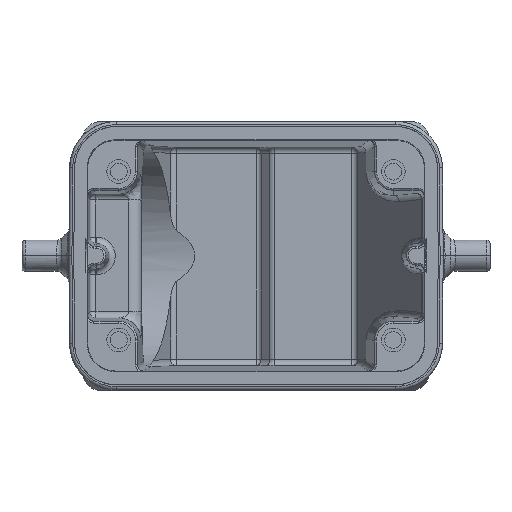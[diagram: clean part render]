
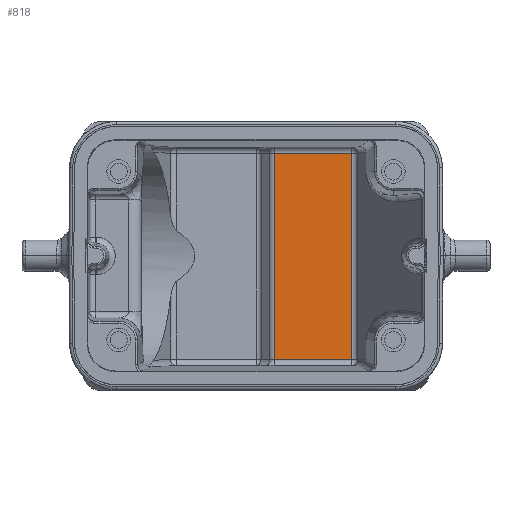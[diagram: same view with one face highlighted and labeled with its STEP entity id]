
A CAD part, top view. The second image highlights one B-rep face of the part: STEP entity #818.
In plain terms, the highlighted planar face has unit normal (0, 0, 1).
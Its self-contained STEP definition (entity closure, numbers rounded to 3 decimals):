
#381=FACE_OUTER_BOUND('',#1879,.T.);
#818=ADVANCED_FACE('',(#381),#1220,.F.);
#1220=PLANE('',#7918);
#1879=EDGE_LOOP('',(#2991,#2992,#2993,#2994));
#2991=ORIENTED_EDGE('',*,*,#5760,.T.);
#2992=ORIENTED_EDGE('',*,*,#5761,.T.);
#2993=ORIENTED_EDGE('',*,*,#5762,.T.);
#2994=ORIENTED_EDGE('',*,*,#5763,.T.);
#4940=VERTEX_POINT('',#11315);
#4943=VERTEX_POINT('',#11335);
#4944=VERTEX_POINT('',#11339);
#4945=VERTEX_POINT('',#11341);
#5760=EDGE_CURVE('',#4940,#4943,#6777,.T.);
#5761=EDGE_CURVE('',#4943,#4944,#6778,.T.);
#5762=EDGE_CURVE('',#4944,#4945,#6779,.T.);
#5763=EDGE_CURVE('',#4945,#4940,#6780,.T.);
#6777=LINE('',#11336,#7361);
#6778=LINE('',#11338,#7362);
#6779=LINE('',#11340,#7363);
#6780=LINE('',#11342,#7364);
#7361=VECTOR('',#8879,1.);
#7362=VECTOR('',#8882,1.);
#7363=VECTOR('',#8883,1.);
#7364=VECTOR('',#8884,1.);
#7918=AXIS2_PLACEMENT_3D('',#11343,#8885,#8886);
#8879=DIRECTION('',(1.,0.,0.));
#8882=DIRECTION('',(0.,1.,0.));
#8883=DIRECTION('',(-1.,0.,0.));
#8884=DIRECTION('',(0.,-1.,0.));
#8885=DIRECTION('',(0.,0.,-1.));
#8886=DIRECTION('',(-1.,0.,0.));
#11315=CARTESIAN_POINT('',(2.93,-16.535,-65.5));
#11335=CARTESIAN_POINT('',(15.369,-16.535,-65.5));
#11336=CARTESIAN_POINT('',(2.93,-16.535,-65.5));
#11338=CARTESIAN_POINT('',(15.369,-16.535,-65.5));
#11339=CARTESIAN_POINT('',(15.369,16.535,-65.5));
#11340=CARTESIAN_POINT('',(15.369,16.535,-65.5));
#11341=CARTESIAN_POINT('',(2.93,16.535,-65.5));
#11342=CARTESIAN_POINT('',(2.93,16.535,-65.5));
#11343=CARTESIAN_POINT('',(16.136,-18.5,-65.5));
